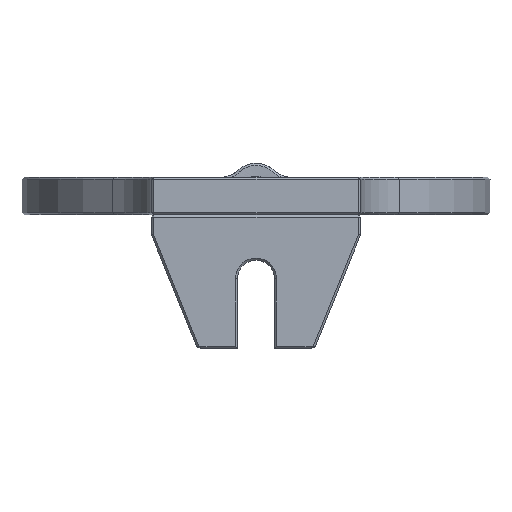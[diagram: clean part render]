
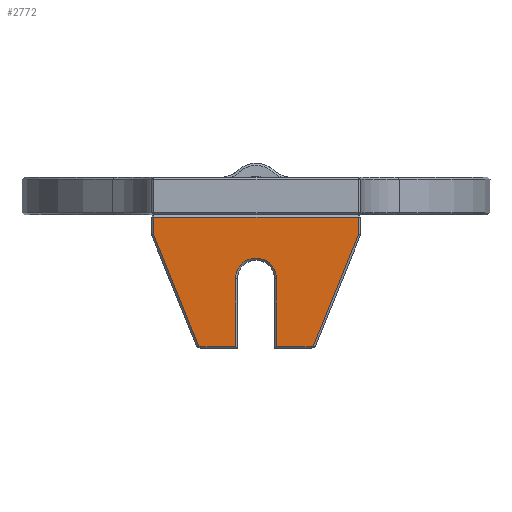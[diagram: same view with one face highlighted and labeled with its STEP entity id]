
A CAD part, front view. The second image highlights one B-rep face of the part: STEP entity #2772.
In plain terms, the highlighted planar face has unit normal (0, -1, 0).
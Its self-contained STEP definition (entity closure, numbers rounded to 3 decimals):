
#156 = CARTESIAN_POINT ( 'NONE',  ( -23.793, -30.677, 57.162 ) ) ;
#170 = CARTESIAN_POINT ( 'NONE',  ( -25.743, -30.677, 59.5 ) ) ;
#214 = ORIENTED_EDGE ( 'NONE', *, *, #3931, .T. ) ;
#229 = CARTESIAN_POINT ( 'NONE',  ( 0.707, -30.677, 59.25 ) ) ;
#330 = CARTESIAN_POINT ( 'NONE',  ( -25.743, -30.677, 43.75 ) ) ;
#398 = DIRECTION ( 'NONE',  ( 1., 0., 0. ) ) ;
#415 = VERTEX_POINT ( 'NONE', #3250 ) ;
#516 = EDGE_CURVE ( 'NONE', #626, #1794, #1566, .T. ) ;
#521 = DIRECTION ( 'NONE',  ( 0., 0., -1. ) ) ;
#543 = AXIS2_PLACEMENT_3D ( 'NONE', #941, #3874, #521 ) ;
#589 = VERTEX_POINT ( 'NONE', #4982 ) ;
#620 = CARTESIAN_POINT ( 'NONE',  ( -13.993, -30.677, 43.75 ) ) ;
#626 = VERTEX_POINT ( 'NONE', #2894 ) ;
#627 = LINE ( 'NONE', #2856, #1784 ) ;
#685 = DIRECTION ( 'NONE',  ( 0.375, 0., -0.927 ) ) ;
#779 = EDGE_CURVE ( 'NONE', #2238, #589, #5221, .T. ) ;
#892 = VECTOR ( 'NONE', #4047, 1000. ) ;
#941 = CARTESIAN_POINT ( 'NONE',  ( -11.543, -30.677, 51.88 ) ) ;
#990 = ORIENTED_EDGE ( 'NONE', *, *, #1373, .T. ) ;
#1014 = ORIENTED_EDGE ( 'NONE', *, *, #4137, .T. ) ;
#1163 = VERTEX_POINT ( 'NONE', #1333 ) ;
#1174 = VECTOR ( 'NONE', #685, 1000. ) ;
#1274 = LINE ( 'NONE', #4637, #4865 ) ;
#1325 = LINE ( 'NONE', #2165, #4945 ) ;
#1333 = CARTESIAN_POINT ( 'NONE',  ( -23.793, -30.677, 59.25 ) ) ;
#1373 = EDGE_CURVE ( 'NONE', #5205, #2090, #3684, .T. ) ;
#1444 = CARTESIAN_POINT ( 'NONE',  ( -23.793, -30.677, 57.162 ) ) ;
#1451 = DIRECTION ( 'NONE',  ( 0., 0., -1. ) ) ;
#1566 = LINE ( 'NONE', #330, #3292 ) ;
#1649 = EDGE_CURVE ( 'NONE', #4949, #2238, #1823, .T. ) ;
#1683 = VECTOR ( 'NONE', #1451, 1000. ) ;
#1724 = ORIENTED_EDGE ( 'NONE', *, *, #779, .T. ) ;
#1784 = VECTOR ( 'NONE', #2004, 1000. ) ;
#1792 = CARTESIAN_POINT ( 'NONE',  ( -13.993, -30.677, 59.5 ) ) ;
#1794 = VERTEX_POINT ( 'NONE', #3718 ) ;
#1823 = LINE ( 'NONE', #1792, #3658 ) ;
#1825 = FACE_OUTER_BOUND ( 'NONE', #4477, .T. ) ;
#1849 = PLANE ( 'NONE',  #3573 ) ;
#1872 = CARTESIAN_POINT ( 'NONE',  ( -25.743, -30.677, 59.25 ) ) ;
#1875 = ORIENTED_EDGE ( 'NONE', *, *, #1649, .T. ) ;
#1925 = CARTESIAN_POINT ( 'NONE',  ( -23.793, -30.677, 59.5 ) ) ;
#2004 = DIRECTION ( 'NONE',  ( 0.375, 0., 0.927 ) ) ;
#2090 = VERTEX_POINT ( 'NONE', #2365 ) ;
#2165 = CARTESIAN_POINT ( 'NONE',  ( 0.707, -30.677, 59.5 ) ) ;
#2238 = VERTEX_POINT ( 'NONE', #3817 ) ;
#2268 = DIRECTION ( 'NONE',  ( 0., 0., 1. ) ) ;
#2314 = DIRECTION ( 'NONE',  ( 0., 0., 1. ) ) ;
#2365 = CARTESIAN_POINT ( 'NONE',  ( -18.374, -30.677, 43.75 ) ) ;
#2466 = LINE ( 'NONE', #4220, #4941 ) ;
#2546 = DIRECTION ( 'NONE',  ( 0., 0., -1. ) ) ;
#2569 = ORIENTED_EDGE ( 'NONE', *, *, #4714, .T. ) ;
#2772 = ADVANCED_FACE ( 'NONE', ( #1825 ), #1849, .T. ) ;
#2856 = CARTESIAN_POINT ( 'NONE',  ( -4.712, -30.677, 43.75 ) ) ;
#2885 = VERTEX_POINT ( 'NONE', #229 ) ;
#2894 = CARTESIAN_POINT ( 'NONE',  ( -9.093, -30.677, 43.75 ) ) ;
#3079 = ORIENTED_EDGE ( 'NONE', *, *, #4543, .T. ) ;
#3115 = ORIENTED_EDGE ( 'NONE', *, *, #3572, .T. ) ;
#3250 = CARTESIAN_POINT ( 'NONE',  ( 0.707, -30.677, 57.162 ) ) ;
#3292 = VECTOR ( 'NONE', #4925, 1000. ) ;
#3531 = DIRECTION ( 'NONE',  ( 0., -1., 0. ) ) ;
#3561 = DIRECTION ( 'NONE',  ( 0., 0., -1. ) ) ;
#3572 = EDGE_CURVE ( 'NONE', #1163, #5205, #5226, .T. ) ;
#3573 = AXIS2_PLACEMENT_3D ( 'NONE', #170, #3531, #3561 ) ;
#3658 = VECTOR ( 'NONE', #2314, 1000. ) ;
#3678 = ORIENTED_EDGE ( 'NONE', *, *, #5110, .T. ) ;
#3684 = LINE ( 'NONE', #1444, #1174 ) ;
#3718 = CARTESIAN_POINT ( 'NONE',  ( -4.712, -30.677, 43.75 ) ) ;
#3817 = CARTESIAN_POINT ( 'NONE',  ( -13.993, -30.677, 51.88 ) ) ;
#3874 = DIRECTION ( 'NONE',  ( 0., 1., 0. ) ) ;
#3931 = EDGE_CURVE ( 'NONE', #2090, #4949, #2466, .T. ) ;
#4047 = DIRECTION ( 'NONE',  ( -1., 0., 0. ) ) ;
#4137 = EDGE_CURVE ( 'NONE', #415, #2885, #1325, .T. ) ;
#4220 = CARTESIAN_POINT ( 'NONE',  ( -25.743, -30.677, 43.75 ) ) ;
#4477 = EDGE_LOOP ( 'NONE', ( #5029, #3079, #1014, #3678, #3115, #990, #214, #1875, #1724, #2569 ) ) ;
#4491 = LINE ( 'NONE', #1872, #892 ) ;
#4543 = EDGE_CURVE ( 'NONE', #1794, #415, #627, .T. ) ;
#4637 = CARTESIAN_POINT ( 'NONE',  ( -9.093, -30.677, 59.5 ) ) ;
#4714 = EDGE_CURVE ( 'NONE', #589, #626, #1274, .T. ) ;
#4865 = VECTOR ( 'NONE', #2546, 1000. ) ;
#4925 = DIRECTION ( 'NONE',  ( 1., 0., 0. ) ) ;
#4941 = VECTOR ( 'NONE', #398, 1000. ) ;
#4945 = VECTOR ( 'NONE', #2268, 1000. ) ;
#4949 = VERTEX_POINT ( 'NONE', #620 ) ;
#4982 = CARTESIAN_POINT ( 'NONE',  ( -9.093, -30.677, 51.88 ) ) ;
#5029 = ORIENTED_EDGE ( 'NONE', *, *, #516, .T. ) ;
#5110 = EDGE_CURVE ( 'NONE', #2885, #1163, #4491, .T. ) ;
#5205 = VERTEX_POINT ( 'NONE', #156 ) ;
#5221 = CIRCLE ( 'NONE', #543, 2.45 ) ;
#5226 = LINE ( 'NONE', #1925, #1683 ) ;
